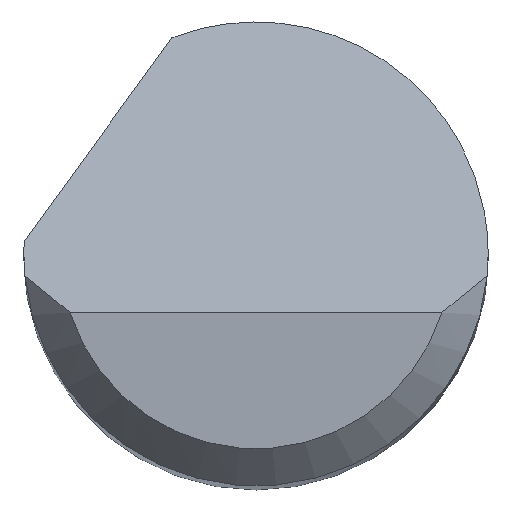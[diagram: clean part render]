
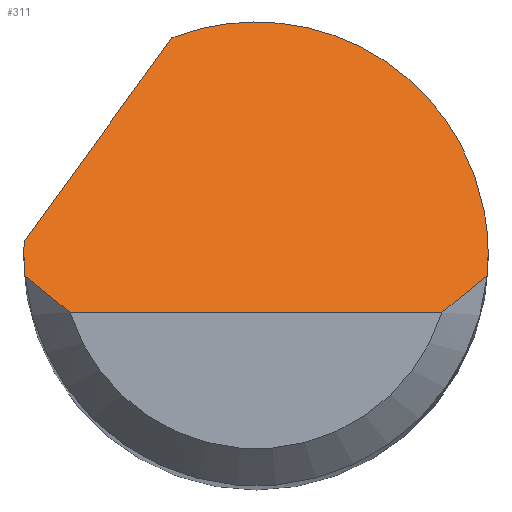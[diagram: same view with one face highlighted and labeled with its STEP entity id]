
A CAD part, top view. The second image highlights one B-rep face of the part: STEP entity #311.
In plain terms, the highlighted planar face has unit normal (0, 0.707, 0.707).
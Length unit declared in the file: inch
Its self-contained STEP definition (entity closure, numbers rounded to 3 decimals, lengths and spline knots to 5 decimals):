
#29 = LINE ( 'NONE', #402, #701 ) ;
#31 = CARTESIAN_POINT ( 'NONE',  ( 0.09334, -0.00875, 1.985 ) ) ;
#35 = ORIENTED_EDGE ( 'NONE', *, *, #219, .F. ) ;
#37 = PLANE ( 'NONE',  #1215 ) ;
#50 = EDGE_CURVE ( 'NONE', #925, #245, #404, .T. ) ;
#54 = FACE_OUTER_BOUND ( 'NONE', #886, .T. ) ;
#82 = EDGE_CURVE ( 'NONE', #757, #176, #29, .T. ) ;
#129 = ORIENTED_EDGE ( 'NONE', *, *, #722, .T. ) ;
#155 = DIRECTION ( 'NONE',  ( 0., -0.707, -0.707 ) ) ;
#176 = VERTEX_POINT ( 'NONE', #389 ) ;
#192 = B_SPLINE_CURVE_WITH_KNOTS ( 'NONE', 3,
 ( #448, #1014, #821, #338 ),
 .UNSPECIFIED., .F., .F.,
 ( 4, 4 ),
 ( 0., 0.00071 ),
 .UNSPECIFIED. ) ;
#211 = CARTESIAN_POINT ( 'NONE',  ( 0.08157, -0.019, 1.99525 ) ) ;
#219 = EDGE_CURVE ( 'NONE', #517, #757, #529, .T. ) ;
#220 = VECTOR ( 'NONE', #861, 39.37008 ) ;
#232 = CARTESIAN_POINT ( 'NONE',  ( 0.09375, 0.07266, 1.90359 ) ) ;
#245 = VERTEX_POINT ( 'NONE', #31 ) ;
#248 = CARTESIAN_POINT ( 'NONE',  ( 0.07508, -0.02375, 2. ) ) ;
#249 = ORIENTED_EDGE ( 'NONE', *, *, #399, .F. ) ;
#262 = CARTESIAN_POINT ( 'NONE',  ( 0.09375, 0., 1.97625 ) ) ;
#284 = LINE ( 'NONE', #682, #220 ) ;
#304 = CARTESIAN_POINT ( 'NONE',  ( 0.09375, 0., 1.97625 ) ) ;
#307 = CARTESIAN_POINT ( 'NONE',  ( -0.09362, 0.005, 1.97125 ) ) ;
#311 = ADVANCED_FACE ( 'NONE', ( #54 ), #37, .F. ) ;
#319 = CARTESIAN_POINT ( 'NONE',  ( 0.03379, 0.11369, 1.86256 ) ) ;
#338 = CARTESIAN_POINT ( 'NONE',  ( -0.07508, -0.02375, 2. ) ) ;
#379 = EDGE_CURVE ( 'NONE', #1031, #469, #192, .T. ) ;
#389 = CARTESIAN_POINT ( 'NONE',  ( -0.03394, 0.08739, 1.88886 ) ) ;
#399 = EDGE_CURVE ( 'NONE', #872, #245, #1169, .T. ) ;
#402 = CARTESIAN_POINT ( 'NONE',  ( -0.11014, -0.01781, 1.99406 ) ) ;
#404 = B_SPLINE_CURVE_WITH_KNOTS ( 'NONE', 3,
 ( #493, #211, #498, #1079 ),
 .UNSPECIFIED., .F., .F.,
 ( 4, 4 ),
 ( 0., 0.00071 ),
 .UNSPECIFIED. ) ;
#418 = CARTESIAN_POINT ( 'NONE',  ( 0.09375, 0., 1.97625 ) ) ;
#419 = DIRECTION ( 'NONE',  ( 0., 0.707, -0.707 ) ) ;
#437 = CARTESIAN_POINT ( 'NONE',  ( -0.09375, -0.02375, 2. ) ) ;
#448 = CARTESIAN_POINT ( 'NONE',  ( -0.09334, -0.00875, 1.985 ) ) ;
#469 = VERTEX_POINT ( 'NONE', #796 ) ;
#493 = CARTESIAN_POINT ( 'NONE',  ( 0.07508, -0.02375, 2. ) ) ;
#498 = CARTESIAN_POINT ( 'NONE',  ( 0.08761, -0.01397, 1.99022 ) ) ;
#499 = CARTESIAN_POINT ( 'NONE',  ( -0.09371, 0.00333, 1.97292 ) ) ;
#517 = VERTEX_POINT ( 'NONE', #825 ) ;
#520 =( BOUNDED_CURVE ( )  B_SPLINE_CURVE ( 3, ( #831, #536, #1207, #746 ),
 .UNSPECIFIED., .F., .T. ) 
 B_SPLINE_CURVE_WITH_KNOTS ( ( 4, 4 ),
 ( 4.61892, 4.71239 ),
 .UNSPECIFIED. ) 
 CURVE ( )  GEOMETRIC_REPRESENTATION_ITEM ( )  RATIONAL_B_SPLINE_CURVE ( ( 1., 0.999, 0.999, 1. ) ) 
 REPRESENTATION_ITEM ( '' )  );
#529 =( BOUNDED_CURVE ( )  B_SPLINE_CURVE ( 3, ( #880, #980, #499, #307 ),
 .UNSPECIFIED., .F., .T. ) 
 B_SPLINE_CURVE_WITH_KNOTS ( ( 4, 4 ),
 ( 4.71239, 4.76575 ),
 .UNSPECIFIED. ) 
 CURVE ( )  GEOMETRIC_REPRESENTATION_ITEM ( )  RATIONAL_B_SPLINE_CURVE ( ( 1., 1., 1., 1. ) ) 
 REPRESENTATION_ITEM ( '' )  );
#536 = CARTESIAN_POINT ( 'NONE',  ( -0.09361, -0.00584, 1.98209 ) ) ;
#682 = CARTESIAN_POINT ( 'NONE',  ( 0., -0.02375, 2. ) ) ;
#690 =( BOUNDED_CURVE ( )  B_SPLINE_CURVE ( 3, ( #705, #319, #232, #304 ),
 .UNSPECIFIED., .F., .T. ) 
 B_SPLINE_CURVE_WITH_KNOTS ( ( 4, 4 ),
 ( 5.91277, 7.85398 ),
 .UNSPECIFIED. ) 
 CURVE ( )  GEOMETRIC_REPRESENTATION_ITEM ( )  RATIONAL_B_SPLINE_CURVE ( ( 1., 0.71, 0.71, 1. ) ) 
 REPRESENTATION_ITEM ( '' )  );
#701 = VECTOR ( 'NONE', #1179, 39.37008 ) ;
#705 = CARTESIAN_POINT ( 'NONE',  ( -0.03394, 0.08739, 1.88886 ) ) ;
#722 = EDGE_CURVE ( 'NONE', #469, #925, #284, .T. ) ;
#746 = CARTESIAN_POINT ( 'NONE',  ( -0.09375, 0., 1.97625 ) ) ;
#755 = CARTESIAN_POINT ( 'NONE',  ( -0.09334, -0.00875, 1.985 ) ) ;
#757 = VERTEX_POINT ( 'NONE', #1174 ) ;
#796 = CARTESIAN_POINT ( 'NONE',  ( -0.07508, -0.02375, 2. ) ) ;
#804 = CARTESIAN_POINT ( 'NONE',  ( 0.09334, -0.00875, 1.985 ) ) ;
#821 = CARTESIAN_POINT ( 'NONE',  ( -0.08157, -0.019, 1.99525 ) ) ;
#825 = CARTESIAN_POINT ( 'NONE',  ( -0.09375, 0., 1.97625 ) ) ;
#831 = CARTESIAN_POINT ( 'NONE',  ( -0.09334, -0.00875, 1.985 ) ) ;
#839 = ORIENTED_EDGE ( 'NONE', *, *, #1131, .F. ) ;
#843 = EDGE_CURVE ( 'NONE', #1031, #517, #520, .T. ) ;
#846 = ORIENTED_EDGE ( 'NONE', *, *, #50, .T. ) ;
#861 = DIRECTION ( 'NONE',  ( 1., 0., 0. ) ) ;
#872 = VERTEX_POINT ( 'NONE', #262 ) ;
#880 = CARTESIAN_POINT ( 'NONE',  ( -0.09375, 0., 1.97625 ) ) ;
#886 = EDGE_LOOP ( 'NONE', ( #129, #846, #249, #839, #926, #35, #1020, #940 ) ) ;
#925 = VERTEX_POINT ( 'NONE', #248 ) ;
#926 = ORIENTED_EDGE ( 'NONE', *, *, #82, .F. ) ;
#940 = ORIENTED_EDGE ( 'NONE', *, *, #379, .T. ) ;
#980 = CARTESIAN_POINT ( 'NONE',  ( -0.09375, 0.00167, 1.97458 ) ) ;
#1014 = CARTESIAN_POINT ( 'NONE',  ( -0.08761, -0.01397, 1.99022 ) ) ;
#1020 = ORIENTED_EDGE ( 'NONE', *, *, #843, .F. ) ;
#1031 = VERTEX_POINT ( 'NONE', #755 ) ;
#1079 = CARTESIAN_POINT ( 'NONE',  ( 0.09334, -0.00875, 1.985 ) ) ;
#1080 = CARTESIAN_POINT ( 'NONE',  ( 0.09361, -0.00584, 1.98209 ) ) ;
#1096 = CARTESIAN_POINT ( 'NONE',  ( 0.09375, -0.00292, 1.97917 ) ) ;
#1131 = EDGE_CURVE ( 'NONE', #176, #872, #690, .T. ) ;
#1169 =( BOUNDED_CURVE ( )  B_SPLINE_CURVE ( 3, ( #418, #1096, #1080, #804 ),
 .UNSPECIFIED., .F., .T. ) 
 B_SPLINE_CURVE_WITH_KNOTS ( ( 4, 4 ),
 ( 1.5708, 1.66427 ),
 .UNSPECIFIED. ) 
 CURVE ( )  GEOMETRIC_REPRESENTATION_ITEM ( )  RATIONAL_B_SPLINE_CURVE ( ( 1., 0.999, 0.999, 1. ) ) 
 REPRESENTATION_ITEM ( '' )  );
#1174 = CARTESIAN_POINT ( 'NONE',  ( -0.09362, 0.005, 1.97125 ) ) ;
#1179 = DIRECTION ( 'NONE',  ( 0.456, 0.629, -0.629 ) ) ;
#1207 = CARTESIAN_POINT ( 'NONE',  ( -0.09375, -0.00292, 1.97917 ) ) ;
#1215 = AXIS2_PLACEMENT_3D ( 'NONE', #437, #155, #419 ) ;
